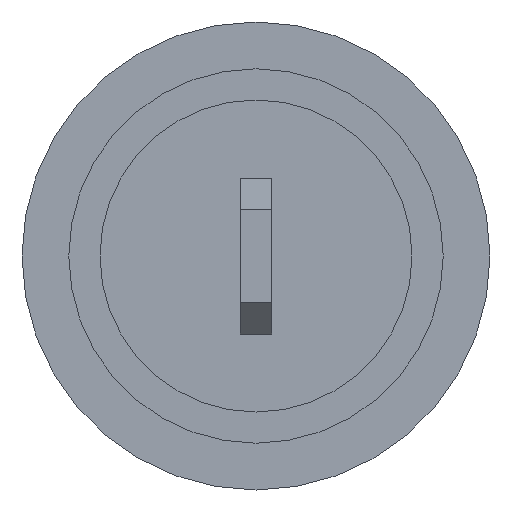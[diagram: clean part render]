
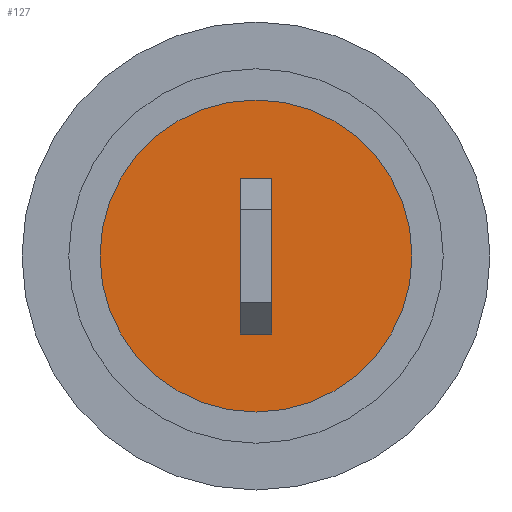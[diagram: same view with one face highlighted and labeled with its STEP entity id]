
A CAD part, front view. The second image highlights one B-rep face of the part: STEP entity #127.
In plain terms, the highlighted planar face has unit normal (0, -1, 0).
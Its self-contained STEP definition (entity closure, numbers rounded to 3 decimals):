
#12 = EDGE_LOOP ( 'NONE', ( #329, #656, #165, #362 ) ) ;
#18 = EDGE_CURVE ( 'NONE', #246, #850, #826, .T. ) ;
#29 = DIRECTION ( 'NONE',  ( 0., 1., 0. ) ) ;
#30 = AXIS2_PLACEMENT_3D ( 'NONE', #61, #209, #490 ) ;
#33 = DIRECTION ( 'NONE',  ( 0., 0., 1. ) ) ;
#37 = CARTESIAN_POINT ( 'NONE',  ( -0.5, -22., -2.5 ) ) ;
#61 = CARTESIAN_POINT ( 'NONE',  ( 0., -22., 0. ) ) ;
#64 = DIRECTION ( 'NONE',  ( 0., 0., 1. ) ) ;
#80 = EDGE_LOOP ( 'NONE', ( #579, #256 ) ) ;
#84 = AXIS2_PLACEMENT_3D ( 'NONE', #414, #824, #64 ) ;
#101 = VECTOR ( 'NONE', #622, 1000. ) ;
#106 = FACE_OUTER_BOUND ( 'NONE', #80, .T. ) ;
#127 = ADVANCED_FACE ( 'NONE', ( #106, #352 ), #131, .F. ) ;
#131 = PLANE ( 'NONE',  #84 ) ;
#165 = ORIENTED_EDGE ( 'NONE', *, *, #665, .F. ) ;
#193 = VECTOR ( 'NONE', #442, 1000. ) ;
#209 = DIRECTION ( 'NONE',  ( 0., 1., 0. ) ) ;
#215 = CARTESIAN_POINT ( 'NONE',  ( 0., -22., 5. ) ) ;
#221 = CARTESIAN_POINT ( 'NONE',  ( -0.5, -22., 2.5 ) ) ;
#223 = CARTESIAN_POINT ( 'NONE',  ( -0.5, -22., -2.5 ) ) ;
#246 = VERTEX_POINT ( 'NONE', #223 ) ;
#256 = ORIENTED_EDGE ( 'NONE', *, *, #799, .F. ) ;
#260 = VERTEX_POINT ( 'NONE', #221 ) ;
#287 = AXIS2_PLACEMENT_3D ( 'NONE', #505, #29, #33 ) ;
#301 = LINE ( 'NONE', #846, #101 ) ;
#310 = VECTOR ( 'NONE', #749, 1000. ) ;
#316 = VERTEX_POINT ( 'NONE', #215 ) ;
#327 = CARTESIAN_POINT ( 'NONE',  ( 0.5, -22., 2.5 ) ) ;
#329 = ORIENTED_EDGE ( 'NONE', *, *, #550, .T. ) ;
#341 = EDGE_CURVE ( 'NONE', #260, #500, #301, .T. ) ;
#346 = LINE ( 'NONE', #327, #310 ) ;
#352 = FACE_BOUND ( 'NONE', #12, .T. ) ;
#362 = ORIENTED_EDGE ( 'NONE', *, *, #18, .F. ) ;
#373 = EDGE_CURVE ( 'NONE', #316, #895, #555, .T. ) ;
#403 = VECTOR ( 'NONE', #896, 1000. ) ;
#413 = CARTESIAN_POINT ( 'NONE',  ( 0., -22., -5. ) ) ;
#414 = CARTESIAN_POINT ( 'NONE',  ( 0., -22., -5. ) ) ;
#442 = DIRECTION ( 'NONE',  ( 0., 0., 1. ) ) ;
#490 = DIRECTION ( 'NONE',  ( 0., 0., 1. ) ) ;
#500 = VERTEX_POINT ( 'NONE', #870 ) ;
#505 = CARTESIAN_POINT ( 'NONE',  ( 0., -22., 0. ) ) ;
#521 = CARTESIAN_POINT ( 'NONE',  ( -0.5, -22., 2.5 ) ) ;
#550 = EDGE_CURVE ( 'NONE', #246, #260, #608, .T. ) ;
#555 = CIRCLE ( 'NONE', #287, 5. ) ;
#579 = ORIENTED_EDGE ( 'NONE', *, *, #373, .F. ) ;
#608 = LINE ( 'NONE', #521, #193 ) ;
#622 = DIRECTION ( 'NONE',  ( 1., 0., 0. ) ) ;
#656 = ORIENTED_EDGE ( 'NONE', *, *, #341, .T. ) ;
#665 = EDGE_CURVE ( 'NONE', #850, #500, #346, .T. ) ;
#749 = DIRECTION ( 'NONE',  ( 0., 0., 1. ) ) ;
#773 = CARTESIAN_POINT ( 'NONE',  ( 0.5, -22., -2.5 ) ) ;
#799 = EDGE_CURVE ( 'NONE', #895, #316, #804, .T. ) ;
#804 = CIRCLE ( 'NONE', #30, 5. ) ;
#824 = DIRECTION ( 'NONE',  ( 0., 1., 0. ) ) ;
#826 = LINE ( 'NONE', #37, #403 ) ;
#846 = CARTESIAN_POINT ( 'NONE',  ( -0.5, -22., 2.5 ) ) ;
#850 = VERTEX_POINT ( 'NONE', #773 ) ;
#870 = CARTESIAN_POINT ( 'NONE',  ( 0.5, -22., 2.5 ) ) ;
#895 = VERTEX_POINT ( 'NONE', #413 ) ;
#896 = DIRECTION ( 'NONE',  ( 1., 0., 0. ) ) ;
